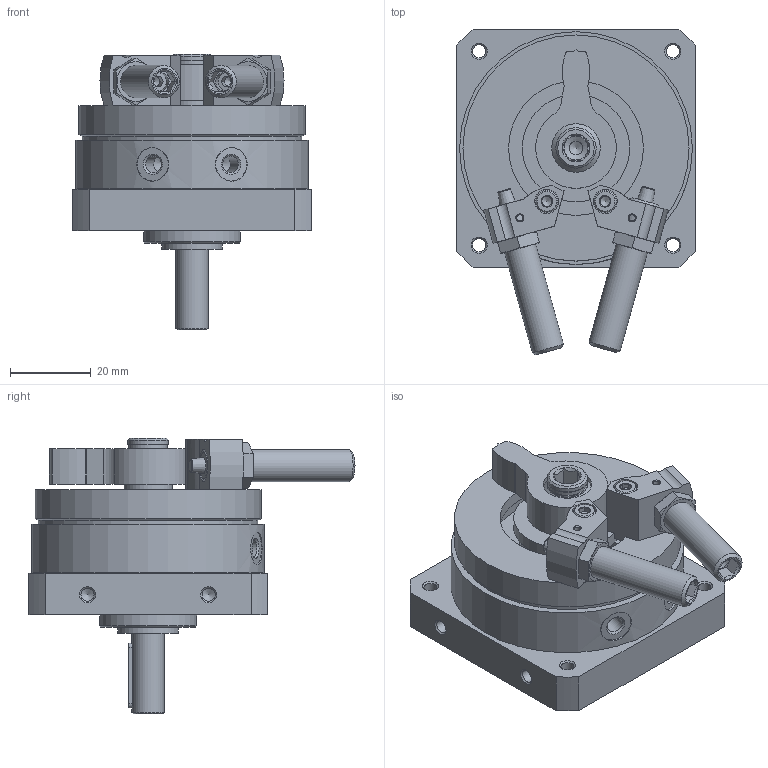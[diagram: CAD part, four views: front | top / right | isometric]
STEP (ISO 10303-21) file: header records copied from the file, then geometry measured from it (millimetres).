
FILE_DESCRIPTION(/* description */ ('STEP AP214'),/* implementation_level */ '2;1');
FILE_NAME(/* name */ '566203_DSM-12-270-P1-A-B',/* time_stamp */ '2024-08-21T17:55:06+02:00',/* author */ ('License CC BY-ND 4.0'),/* organization */ ('CADENAS'),/* preprocessor_version */ 'ST-DEVELOPER v19.3',/* originating_system */ 'PARTsolutions',/* authorisation */ ' ');
FILE_SCHEMA (('AUTOMOTIVE_DESIGN {1 0 10303 214 3 1 1}'));
Length unit declared in the file: millimetre
Products named in the file (9): 566203 DSM-12-270-P1-A-B--(0); 566203 DSM-12-270-P1-A-B_G---(B); 704061 DSM-12-BR---(HZ); 548373 DYEF-M8-Y1F_P; 342620 DSM-12_NS; DIN-912 - M3x16(F); 367241 Flachmutter M8X1-3-10; 704060 DSM-12-BL---(HZ); 566203 DSM-12-270-P1-A-B_K---(B)
Assembly tree (12 placements, depth 2):
  566203 DSM-12-270-P1-A-B--(0)
    566203 DSM-12-270-P1-A-B_G---(B)
    704061 DSM-12-BR---(HZ)
    548373 DYEF-M8-Y1F_P  x2
    342620 DSM-12_NS  x2
    DIN-912 - M3x16(F)  x2
    367241 Flachmutter M8X1-3-10  x2
    704060 DSM-12-BL---(HZ)
    566203 DSM-12-270-P1-A-B_K---(B)
Bounding box: 59 x 80.75 x 68.3 mm (x, y, z)
Volume: 95698.4 mm3; surface area: 31166.7 mm2
Topology: 12 solids, 12 shells, 358 faces, 817 edges, 510 vertices
Faces by surface type: plane 170, cylinder 99, cone 86, torus 3
Full cylindrical faces by diameter (mm): 1.567 x2, 2.459 x3, 3 x2, 3.2 x1, 3.242 x11, 3.6 x2, 4.134 x2, 4.459 x2, 5.5 x2, 6 x2, 6.917 x4, 8 x3, 8.3 x2, 9.6 x1, 10 x2, 12 x3, 15 x1, 23 x1, 24 x1, 26.6 x1, 33.4 x1, 37 x1, 43 x1, 54.4 x1, 56 x1, 57.65 x1
Entity records: 7584 total; most frequent: CARTESIAN_POINT 1335, DIRECTION 1273, ORIENTED_EDGE 982, AXIS2_PLACEMENT_3D 532, EDGE_CURVE 491, FACE_BOUND 443, EDGE_LOOP 431, VERTEX_POINT 378
